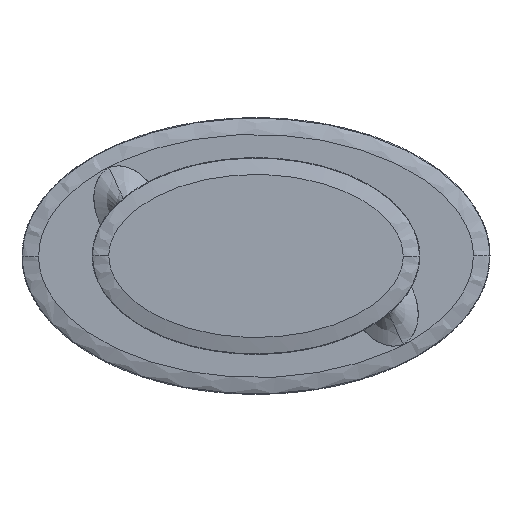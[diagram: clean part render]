
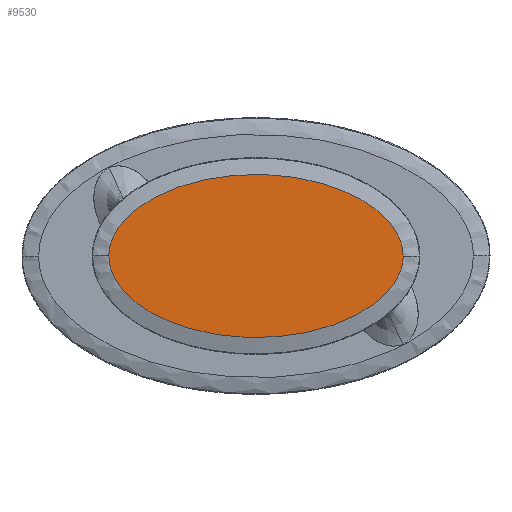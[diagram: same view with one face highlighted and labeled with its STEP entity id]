
A CAD part, front view. The second image highlights one B-rep face of the part: STEP entity #9530.
In plain terms, the highlighted planar face has unit normal (0, -1, 0).
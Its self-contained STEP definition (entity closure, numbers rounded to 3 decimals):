
#108 = CARTESIAN_POINT ( 'NONE',  ( -336.728, -25., -43.753 ) ) ;
#166 = CARTESIAN_POINT ( 'NONE',  ( -47.316, -25., -190.389 ) ) ;
#225 = CARTESIAN_POINT ( 'NONE',  ( 345.788, -25., 0. ) ) ;
#328 = ORIENTED_EDGE ( 'NONE', *, *, #5084, .T. ) ;
#343 = CARTESIAN_POINT ( 'NONE',  ( -331.14, -25., -54.948 ) ) ;
#389 = CARTESIAN_POINT ( 'NONE',  ( 180.133, -25., 163.359 ) ) ;
#926 = CARTESIAN_POINT ( 'NONE',  ( -345.788, -25., 0. ) ) ;
#1117 = CARTESIAN_POINT ( 'NONE',  ( -267.938, -25., 120.192 ) ) ;
#1173 = CARTESIAN_POINT ( 'NONE',  ( -305.862, -25., 88.436 ) ) ;
#1186 = CARTESIAN_POINT ( 'NONE',  ( 23.658, -25., -191.788 ) ) ;
#1231 = CARTESIAN_POINT ( 'NONE',  ( -47.316, -25., 190.389 ) ) ;
#1244 = CARTESIAN_POINT ( 'NONE',  ( 267.938, -25., -120.192 ) ) ;
#1304 = CARTESIAN_POINT ( 'NONE',  ( -159.507, -25., -169.986 ) ) ;
#1317 = CARTESIAN_POINT ( 'NONE',  ( 0., -25., 0. ) ) ;
#1495 = B_SPLINE_CURVE_WITH_KNOTS ( 'NONE', 3,
 ( #8489, #2994, #9341, #108, #343, #6675, #4743, #8429, #3111, #2881, #5831, #3833, #1304, #2041, #5714, #166, #11218, #1186, #7460, #10372, #2935, #5647, #11163, #11334, #2158, #1244, #10487, #6614, #2212, #1979, #10310, #3052, #9518, #225 ),
 .UNSPECIFIED., .F., .F.,
 ( 4, 2, 2, 2, 2, 2, 2, 2, 2, 2, 2, 2, 2, 2, 2, 2, 4 ),
 ( 0.5, 0.531, 0.563, 0.594, 0.625, 0.656, 0.688, 0.719, 0.75, 0.781, 0.813, 0.844, 0.875, 0.906, 0.938, 0.969, 1. ),
 .UNSPECIFIED. ) ;
#1979 = CARTESIAN_POINT ( 'NONE',  ( 331.14, -25., -54.948 ) ) ;
#2041 = CARTESIAN_POINT ( 'NONE',  ( -116.244, -25., -180.738 ) ) ;
#2090 = CARTESIAN_POINT ( 'NONE',  ( -345.788, -25., 10.842 ) ) ;
#2145 = CARTESIAN_POINT ( 'NONE',  ( -93.61, -25., 184.864 ) ) ;
#2158 = CARTESIAN_POINT ( 'NONE',  ( 236.186, -25., -139.244 ) ) ;
#2212 = CARTESIAN_POINT ( 'NONE',  ( 315.71, -25., -77.298 ) ) ;
#2263 = CARTESIAN_POINT ( 'NONE',  ( 47.316, -25., 190.389 ) ) ;
#2526 = ORIENTED_EDGE ( 'NONE', *, *, #8641, .T. ) ;
#2881 = CARTESIAN_POINT ( 'NONE',  ( -236.186, -25., -139.244 ) ) ;
#2935 = CARTESIAN_POINT ( 'NONE',  ( 116.244, -25., -180.738 ) ) ;
#2973 = B_SPLINE_CURVE_WITH_KNOTS ( 'NONE', 3,
 ( #4455, #10936, #6278, #9047, #8139, #4000, #9391, #10538, #10474, #2984, #6662, #389, #3155, #7734, #11263, #2263, #3099, #10361, #1231, #2145, #5818, #4972, #6779, #6837, #3217, #1117, #10417, #1173, #7673, #5879, #11380, #7560, #2090, #5762 ),
 .UNSPECIFIED., .F., .F.,
 ( 4, 2, 2, 2, 2, 2, 2, 2, 2, 2, 2, 2, 2, 2, 2, 2, 4 ),
 ( 0., 0.031, 0.063, 0.094, 0.125, 0.156, 0.188, 0.219, 0.25, 0.281, 0.313, 0.344, 0.375, 0.406, 0.438, 0.469, 0.5 ),
 .UNSPECIFIED. ) ;
#2984 = CARTESIAN_POINT ( 'NONE',  ( 236.186, -25., 139.244 ) ) ;
#2994 = CARTESIAN_POINT ( 'NONE',  ( -345.788, -25., -10.842 ) ) ;
#3052 = CARTESIAN_POINT ( 'NONE',  ( 344.038, -25., -21.701 ) ) ;
#3090 = EDGE_LOOP ( 'NONE', ( #328, #2526 ) ) ;
#3099 = CARTESIAN_POINT ( 'NONE',  ( 23.658, -25., 191.788 ) ) ;
#3111 = CARTESIAN_POINT ( 'NONE',  ( -267.938, -25., -120.192 ) ) ;
#3155 = CARTESIAN_POINT ( 'NONE',  ( 159.507, -25., 169.986 ) ) ;
#3217 = CARTESIAN_POINT ( 'NONE',  ( -236.186, -25., 139.244 ) ) ;
#3833 = CARTESIAN_POINT ( 'NONE',  ( -180.133, -25., -163.359 ) ) ;
#3949 = CARTESIAN_POINT ( 'NONE',  ( 345.788, -25., 0. ) ) ;
#4000 = CARTESIAN_POINT ( 'NONE',  ( 315.71, -25., 77.298 ) ) ;
#4455 = CARTESIAN_POINT ( 'NONE',  ( 345.788, -25., 0. ) ) ;
#4743 = CARTESIAN_POINT ( 'NONE',  ( -305.862, -25., -88.436 ) ) ;
#4972 = CARTESIAN_POINT ( 'NONE',  ( -159.507, -25., 169.986 ) ) ;
#4999 = DIRECTION ( 'NONE',  ( 0., -1., 0. ) ) ;
#5084 = EDGE_CURVE ( 'NONE', #10488, #9702, #2973, .T. ) ;
#5647 = CARTESIAN_POINT ( 'NONE',  ( 159.507, -25., -169.986 ) ) ;
#5714 = CARTESIAN_POINT ( 'NONE',  ( -93.61, -25., -184.864 ) ) ;
#5762 = CARTESIAN_POINT ( 'NONE',  ( -345.788, -25., 0. ) ) ;
#5818 = CARTESIAN_POINT ( 'NONE',  ( -116.244, -25., 180.738 ) ) ;
#5831 = CARTESIAN_POINT ( 'NONE',  ( -218.474, -25., -147.988 ) ) ;
#5879 = CARTESIAN_POINT ( 'NONE',  ( -331.14, -25., 54.948 ) ) ;
#5966 = DIRECTION ( 'NONE',  ( 0., 0., 1. ) ) ;
#6199 = FACE_OUTER_BOUND ( 'NONE', #3090, .T. ) ;
#6278 = CARTESIAN_POINT ( 'NONE',  ( 344.038, -25., 21.701 ) ) ;
#6614 = CARTESIAN_POINT ( 'NONE',  ( 305.862, -25., -88.436 ) ) ;
#6662 = CARTESIAN_POINT ( 'NONE',  ( 218.474, -25., 147.988 ) ) ;
#6675 = CARTESIAN_POINT ( 'NONE',  ( -315.71, -25., -77.298 ) ) ;
#6779 = CARTESIAN_POINT ( 'NONE',  ( -180.133, -25., 163.359 ) ) ;
#6837 = CARTESIAN_POINT ( 'NONE',  ( -218.474, -25., 147.988 ) ) ;
#7460 = CARTESIAN_POINT ( 'NONE',  ( 47.316, -25., -190.389 ) ) ;
#7560 = CARTESIAN_POINT ( 'NONE',  ( -344.038, -25., 21.701 ) ) ;
#7673 = CARTESIAN_POINT ( 'NONE',  ( -315.71, -25., 77.298 ) ) ;
#7734 = CARTESIAN_POINT ( 'NONE',  ( 116.244, -25., 180.738 ) ) ;
#7879 = PLANE ( 'NONE',  #10915 ) ;
#8139 = CARTESIAN_POINT ( 'NONE',  ( 331.14, -25., 54.948 ) ) ;
#8429 = CARTESIAN_POINT ( 'NONE',  ( -281.973, -25., -109.887 ) ) ;
#8489 = CARTESIAN_POINT ( 'NONE',  ( -345.788, -25., 0. ) ) ;
#8641 = EDGE_CURVE ( 'NONE', #9702, #10488, #1495, .T. ) ;
#9047 = CARTESIAN_POINT ( 'NONE',  ( 336.728, -25., 43.753 ) ) ;
#9341 = CARTESIAN_POINT ( 'NONE',  ( -344.038, -25., -21.701 ) ) ;
#9391 = CARTESIAN_POINT ( 'NONE',  ( 305.862, -25., 88.436 ) ) ;
#9518 = CARTESIAN_POINT ( 'NONE',  ( 345.788, -25., -10.842 ) ) ;
#9530 = ADVANCED_FACE ( 'NONE', ( #6199 ), #7879, .T. ) ;
#9702 = VERTEX_POINT ( 'NONE', #926 ) ;
#10310 = CARTESIAN_POINT ( 'NONE',  ( 336.728, -25., -43.753 ) ) ;
#10361 = CARTESIAN_POINT ( 'NONE',  ( -23.658, -25., 191.788 ) ) ;
#10372 = CARTESIAN_POINT ( 'NONE',  ( 93.61, -25., -184.864 ) ) ;
#10417 = CARTESIAN_POINT ( 'NONE',  ( -281.973, -25., 109.887 ) ) ;
#10474 = CARTESIAN_POINT ( 'NONE',  ( 267.938, -25., 120.192 ) ) ;
#10487 = CARTESIAN_POINT ( 'NONE',  ( 281.973, -25., -109.887 ) ) ;
#10488 = VERTEX_POINT ( 'NONE', #3949 ) ;
#10538 = CARTESIAN_POINT ( 'NONE',  ( 281.973, -25., 109.887 ) ) ;
#10915 = AXIS2_PLACEMENT_3D ( 'NONE', #1317, #4999, #5966 ) ;
#10936 = CARTESIAN_POINT ( 'NONE',  ( 345.788, -25., 10.842 ) ) ;
#11163 = CARTESIAN_POINT ( 'NONE',  ( 180.133, -25., -163.359 ) ) ;
#11218 = CARTESIAN_POINT ( 'NONE',  ( -23.658, -25., -191.788 ) ) ;
#11263 = CARTESIAN_POINT ( 'NONE',  ( 93.61, -25., 184.864 ) ) ;
#11334 = CARTESIAN_POINT ( 'NONE',  ( 218.474, -25., -147.988 ) ) ;
#11380 = CARTESIAN_POINT ( 'NONE',  ( -336.728, -25., 43.753 ) ) ;
